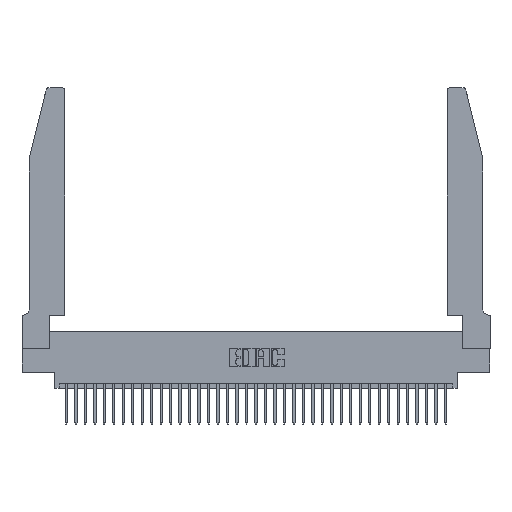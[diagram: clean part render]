
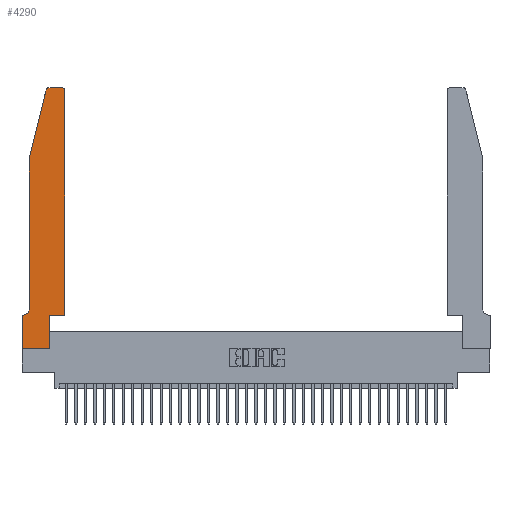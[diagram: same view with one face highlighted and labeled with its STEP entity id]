
A CAD part, top view. The second image highlights one B-rep face of the part: STEP entity #4290.
In plain terms, the highlighted planar face has unit normal (0, 0, 1).
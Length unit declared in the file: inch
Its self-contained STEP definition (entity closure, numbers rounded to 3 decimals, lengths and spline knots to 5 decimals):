
#6 = EDGE_CURVE ( 'NONE', #6820, #5575, #34716, .T. ) ;
#496 = EDGE_CURVE ( 'NONE', #7891, #33125, #11831, .T. ) ;
#911 = AXIS2_PLACEMENT_3D ( 'NONE', #12597, #32646, #15527 ) ;
#1042 = LINE ( 'NONE', #8009, #14718 ) ;
#1115 = VECTOR ( 'NONE', #31807, 39.37008 ) ;
#1173 = CARTESIAN_POINT ( 'NONE',  ( 0., 0.35, 0.37 ) ) ;
#2677 = DIRECTION ( 'NONE',  ( 1., 0., 0. ) ) ;
#3177 = VECTOR ( 'NONE', #23700, 39.37008 ) ;
#4101 = PLANE ( 'NONE',  #16048 ) ;
#4272 = CARTESIAN_POINT ( 'NONE',  ( 0.25487, 2.72718, 0.37 ) ) ;
#4290 = ADVANCED_FACE ( 'NONE', ( #24729 ), #4101, .T. ) ;
#4715 = LINE ( 'NONE', #14693, #26005 ) ;
#4728 = CIRCLE ( 'NONE', #911, 0.03 ) ;
#4932 = EDGE_CURVE ( 'NONE', #33125, #17024, #4728, .T. ) ;
#5323 = CARTESIAN_POINT ( 'NONE',  ( 0.2865, 0.35, 0.37 ) ) ;
#5575 = VERTEX_POINT ( 'NONE', #32247 ) ;
#6022 = LINE ( 'NONE', #12990, #20605 ) ;
#6820 = VERTEX_POINT ( 'NONE', #29456 ) ;
#7198 = VERTEX_POINT ( 'NONE', #5323 ) ;
#7294 = DIRECTION ( 'NONE',  ( -0.239, -0.971, 0. ) ) ;
#7560 = EDGE_LOOP ( 'NONE', ( #22524, #32757, #34515, #8873, #28061, #32920, #22450, #15565, #24251, #17726, #13210, #16982 ) ) ;
#7662 = CARTESIAN_POINT ( 'NONE',  ( 0.284, 2.72, 0.37 ) ) ;
#7718 = VECTOR ( 'NONE', #25880, 39.37008 ) ;
#7891 = VERTEX_POINT ( 'NONE', #30434 ) ;
#8009 = CARTESIAN_POINT ( 'NONE',  ( 0.0755, 0.35, 0.37 ) ) ;
#8422 = CARTESIAN_POINT ( 'NONE',  ( 0., 0., 0.37 ) ) ;
#8775 = EDGE_CURVE ( 'NONE', #17024, #25952, #19497, .T. ) ;
#8873 = ORIENTED_EDGE ( 'NONE', *, *, #11443, .T. ) ;
#9170 = AXIS2_PLACEMENT_3D ( 'NONE', #7662, #27830, #10542 ) ;
#9252 = CARTESIAN_POINT ( 'NONE',  ( 0.4505, 0.35, 0.37 ) ) ;
#9626 = CARTESIAN_POINT ( 'NONE',  ( 0.0055, 0.42, 0.37 ) ) ;
#10524 = VERTEX_POINT ( 'NONE', #33832 ) ;
#10542 = DIRECTION ( 'NONE',  ( 1., 0., 0. ) ) ;
#10891 = DIRECTION ( 'NONE',  ( -1., 0., 0. ) ) ;
#11069 = DIRECTION ( 'NONE',  ( 0., -1., 0. ) ) ;
#11110 = CARTESIAN_POINT ( 'NONE',  ( 0., 0., 0.37 ) ) ;
#11383 = CARTESIAN_POINT ( 'NONE',  ( 0.2605, 2.75, 0.37 ) ) ;
#11443 = EDGE_CURVE ( 'NONE', #30589, #35634, #31808, .T. ) ;
#11831 = LINE ( 'NONE', #9252, #3177 ) ;
#12566 = DIRECTION ( 'NONE',  ( -1., 0., 0. ) ) ;
#12572 = CARTESIAN_POINT ( 'NONE',  ( 0.0755, 2., 0.37 ) ) ;
#12597 = CARTESIAN_POINT ( 'NONE',  ( 0.4205, 2.72, 0.37 ) ) ;
#12772 = DIRECTION ( 'NONE',  ( 0., 0., 1. ) ) ;
#12990 = CARTESIAN_POINT ( 'NONE',  ( 0.0755, 2., 0.37 ) ) ;
#13210 = ORIENTED_EDGE ( 'NONE', *, *, #496, .T. ) ;
#14306 = DIRECTION ( 'NONE',  ( -1., 0., 0. ) ) ;
#14371 = CIRCLE ( 'NONE', #23334, 0.07 ) ;
#14693 = CARTESIAN_POINT ( 'NONE',  ( 0.2865, 0.35, 0.37 ) ) ;
#14718 = VECTOR ( 'NONE', #10891, 39.37008 ) ;
#15527 = DIRECTION ( 'NONE',  ( 1., 0., 0. ) ) ;
#15565 = ORIENTED_EDGE ( 'NONE', *, *, #19988, .T. ) ;
#15584 = CARTESIAN_POINT ( 'NONE',  ( 0.0755, 0.42, 0.37 ) ) ;
#16048 = AXIS2_PLACEMENT_3D ( 'NONE', #1173, #12772, #24393 ) ;
#16982 = ORIENTED_EDGE ( 'NONE', *, *, #4932, .T. ) ;
#17024 = VERTEX_POINT ( 'NONE', #17239 ) ;
#17239 = CARTESIAN_POINT ( 'NONE',  ( 0.4205, 2.75, 0.37 ) ) ;
#17485 = DIRECTION ( 'NONE',  ( 0., 1., 0. ) ) ;
#17494 = CARTESIAN_POINT ( 'NONE',  ( 0.2865, 0., 0.37 ) ) ;
#17726 = ORIENTED_EDGE ( 'NONE', *, *, #24574, .T. ) ;
#19497 = LINE ( 'NONE', #11383, #33700 ) ;
#19988 = EDGE_CURVE ( 'NONE', #5575, #29387, #30513, .T. ) ;
#20605 = VECTOR ( 'NONE', #7294, 39.37008 ) ;
#20983 = CIRCLE ( 'NONE', #9170, 0.03 ) ;
#21687 = EDGE_CURVE ( 'NONE', #28994, #30589, #6022, .T. ) ;
#22045 = VECTOR ( 'NONE', #2677, 39.37008 ) ;
#22450 = ORIENTED_EDGE ( 'NONE', *, *, #6, .T. ) ;
#22524 = ORIENTED_EDGE ( 'NONE', *, *, #8775, .T. ) ;
#22998 = CARTESIAN_POINT ( 'NONE',  ( 0.4505, 0.35, 0.37 ) ) ;
#23334 = AXIS2_PLACEMENT_3D ( 'NONE', #9626, #29789, #12566 ) ;
#23700 = DIRECTION ( 'NONE',  ( 0., 1., 0. ) ) ;
#24251 = ORIENTED_EDGE ( 'NONE', *, *, #30999, .T. ) ;
#24393 = DIRECTION ( 'NONE',  ( 1., 0., 0. ) ) ;
#24574 = EDGE_CURVE ( 'NONE', #7198, #7891, #30669, .T. ) ;
#24729 = FACE_OUTER_BOUND ( 'NONE', #7560, .T. ) ;
#25880 = DIRECTION ( 'NONE',  ( 1., 0., 0. ) ) ;
#25952 = VERTEX_POINT ( 'NONE', #34196 ) ;
#26005 = VECTOR ( 'NONE', #17485, 39.37008 ) ;
#27231 = VECTOR ( 'NONE', #11069, 39.37008 ) ;
#27830 = DIRECTION ( 'NONE',  ( 0., 0., 1. ) ) ;
#28061 = ORIENTED_EDGE ( 'NONE', *, *, #28868, .T. ) ;
#28868 = EDGE_CURVE ( 'NONE', #35634, #10524, #14371, .T. ) ;
#28969 = CARTESIAN_POINT ( 'NONE',  ( 0.0755, 2., 0.37 ) ) ;
#28994 = VERTEX_POINT ( 'NONE', #4272 ) ;
#29387 = VERTEX_POINT ( 'NONE', #17494 ) ;
#29456 = CARTESIAN_POINT ( 'NONE',  ( 0., 0.35, 0.37 ) ) ;
#29789 = DIRECTION ( 'NONE',  ( 0., 0., -1. ) ) ;
#30434 = CARTESIAN_POINT ( 'NONE',  ( 0.4505, 0.35, 0.37 ) ) ;
#30513 = LINE ( 'NONE', #8422, #22045 ) ;
#30589 = VERTEX_POINT ( 'NONE', #12572 ) ;
#30669 = LINE ( 'NONE', #22998, #7718 ) ;
#30999 = EDGE_CURVE ( 'NONE', #29387, #7198, #4715, .T. ) ;
#31807 = DIRECTION ( 'NONE',  ( 0., -1., 0. ) ) ;
#31808 = LINE ( 'NONE', #28969, #1115 ) ;
#32247 = CARTESIAN_POINT ( 'NONE',  ( 0., 0., 0.37 ) ) ;
#32646 = DIRECTION ( 'NONE',  ( 0., 0., 1. ) ) ;
#32757 = ORIENTED_EDGE ( 'NONE', *, *, #36420, .T. ) ;
#32920 = ORIENTED_EDGE ( 'NONE', *, *, #35239, .T. ) ;
#33125 = VERTEX_POINT ( 'NONE', #35130 ) ;
#33700 = VECTOR ( 'NONE', #14306, 39.37008 ) ;
#33832 = CARTESIAN_POINT ( 'NONE',  ( 0.0055, 0.35, 0.37 ) ) ;
#34196 = CARTESIAN_POINT ( 'NONE',  ( 0.284, 2.75, 0.37 ) ) ;
#34515 = ORIENTED_EDGE ( 'NONE', *, *, #21687, .T. ) ;
#34716 = LINE ( 'NONE', #11110, #27231 ) ;
#35130 = CARTESIAN_POINT ( 'NONE',  ( 0.4505, 2.72, 0.37 ) ) ;
#35239 = EDGE_CURVE ( 'NONE', #10524, #6820, #1042, .T. ) ;
#35634 = VERTEX_POINT ( 'NONE', #15584 ) ;
#36420 = EDGE_CURVE ( 'NONE', #25952, #28994, #20983, .T. ) ;
